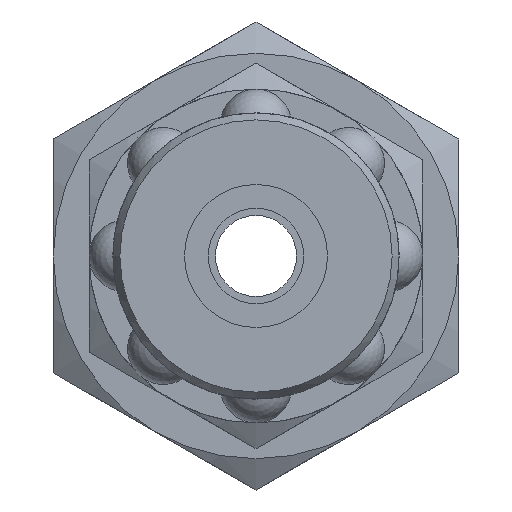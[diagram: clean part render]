
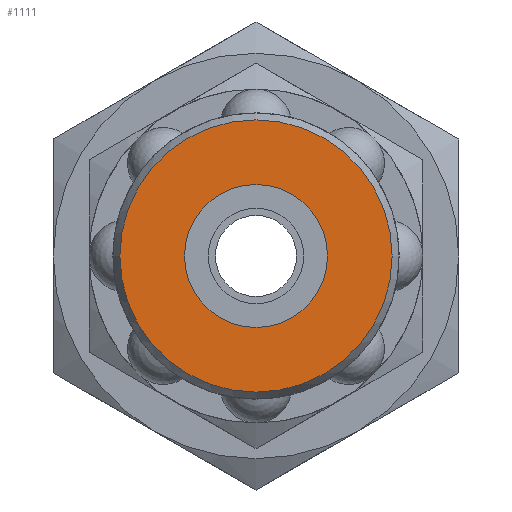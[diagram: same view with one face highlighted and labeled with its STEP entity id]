
A CAD part, left-side view. The second image highlights one B-rep face of the part: STEP entity #1111.
In plain terms, the highlighted planar face has unit normal (-1, 0, 0).
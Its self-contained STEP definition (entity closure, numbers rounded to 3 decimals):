
#168=PLANE('',#1268);
#197=FACE_BOUND('',#337,.T.);
#249=FACE_OUTER_BOUND('',#336,.T.);
#336=EDGE_LOOP('',(#883));
#337=EDGE_LOOP('',(#884));
#446=CIRCLE('',#1267,3.);
#447=CIRCLE('',#1269,5.711);
#526=VERTEX_POINT('',#2048);
#527=VERTEX_POINT('',#2051);
#660=EDGE_CURVE('',#526,#526,#446,.T.);
#661=EDGE_CURVE('',#527,#527,#447,.T.);
#883=ORIENTED_EDGE('',*,*,#661,.F.);
#884=ORIENTED_EDGE('',*,*,#660,.T.);
#1111=ADVANCED_FACE('',(#249,#197),#168,.T.);
#1267=AXIS2_PLACEMENT_3D('',#2049,#1539,#1540);
#1268=AXIS2_PLACEMENT_3D('',#2050,#1541,#1542);
#1269=AXIS2_PLACEMENT_3D('',#2052,#1543,#1544);
#1539=DIRECTION('center_axis',(1.,0.,0.));
#1540=DIRECTION('ref_axis',(0.,-1.,0.));
#1541=DIRECTION('center_axis',(-1.,0.,0.));
#1542=DIRECTION('ref_axis',(0.,0.,1.));
#1543=DIRECTION('center_axis',(1.,0.,0.));
#1544=DIRECTION('ref_axis',(0.,-1.,0.));
#2048=CARTESIAN_POINT('',(-39.,-3.,0.));
#2049=CARTESIAN_POINT('Origin',(-39.,0.,0.));
#2050=CARTESIAN_POINT('Origin',(-39.,-4.356,0.));
#2051=CARTESIAN_POINT('',(-39.,-5.711,0.));
#2052=CARTESIAN_POINT('Origin',(-39.,0.,0.));
